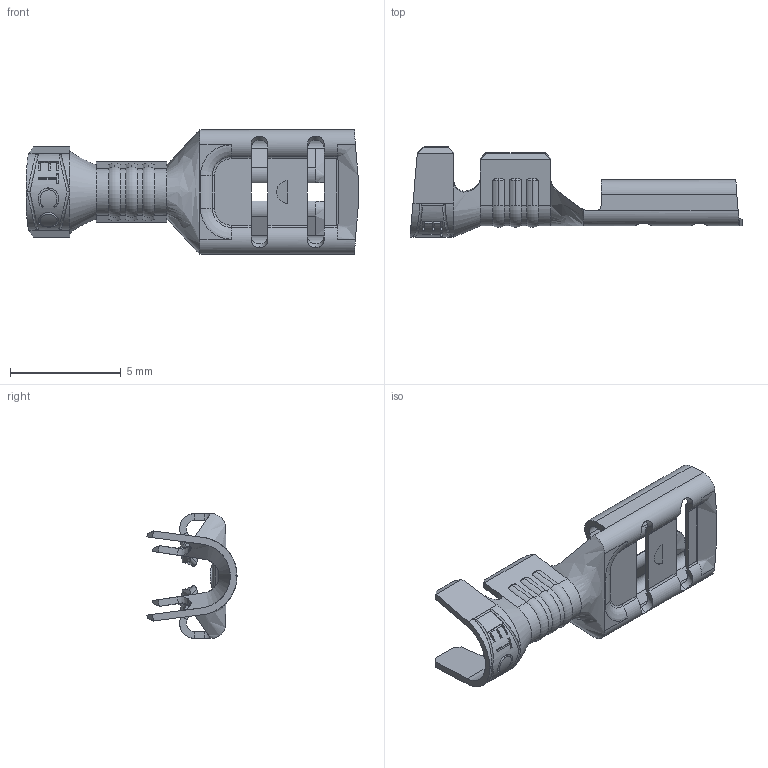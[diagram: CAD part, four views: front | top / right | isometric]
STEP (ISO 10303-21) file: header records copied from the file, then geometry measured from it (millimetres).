
FILE_DESCRIPTION (( 'STEP AP203' ), '1' );
FILE_NAME ('07378.STEP', '2015-01-28T15:41:52', ( '' ), ( '' ), 'SwSTEP 2.0', 'SolidWorks 2014', '' );
FILE_SCHEMA (( 'CONFIG_CONTROL_DESIGN' ));
Length unit declared in the file: inch
Products named in the file (1): 07378
Bounding box: 14.99 x 4.06 x 5.64 mm (x, y, z)
Volume: 38.7 mm3; surface area: 296 mm2
Topology: 1 solids, 1 shells, 293 faces, 775 edges, 487 vertices
Faces by surface type: plane 128, cylinder 73, bspline 55, torus 23, cone 14
Entity records: 12034 total; most frequent: CARTESIAN_POINT 5261, ORIENTED_EDGE 1550, DIRECTION 1169, EDGE_CURVE 775, VERTEX_POINT 487, AXIS2_PLACEMENT_3D 390, LINE 389, VECTOR 389
